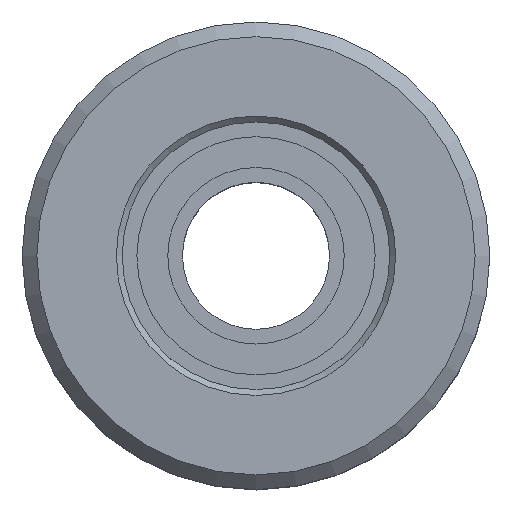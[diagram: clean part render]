
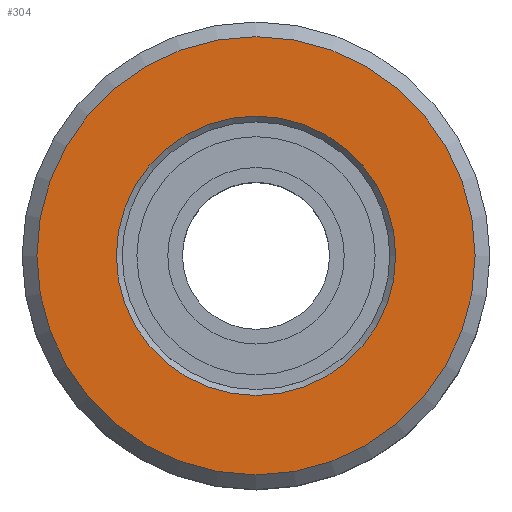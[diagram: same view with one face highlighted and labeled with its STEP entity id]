
A CAD part, top view. The second image highlights one B-rep face of the part: STEP entity #304.
In plain terms, the highlighted planar face has unit normal (0, 0, 1).
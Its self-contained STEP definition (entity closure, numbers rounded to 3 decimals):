
#18=FACE_BOUND('',#78,.T.);
#28=PLANE('',#349);
#52=FACE_OUTER_BOUND('',#77,.T.);
#77=EDGE_LOOP('',(#237));
#78=EDGE_LOOP('',(#238));
#137=CIRCLE('',#345,7.45);
#140=CIRCLE('',#350,4.75);
#161=VERTEX_POINT('',#512);
#164=VERTEX_POINT('',#522);
#187=EDGE_CURVE('',#161,#161,#137,.T.);
#192=EDGE_CURVE('',#164,#164,#140,.T.);
#237=ORIENTED_EDGE('',*,*,#187,.F.);
#238=ORIENTED_EDGE('',*,*,#192,.T.);
#304=ADVANCED_FACE('',(#52,#18),#28,.T.);
#345=AXIS2_PLACEMENT_3D('',#513,#405,#406);
#349=AXIS2_PLACEMENT_3D('',#521,#415,#416);
#350=AXIS2_PLACEMENT_3D('',#523,#417,#418);
#405=DIRECTION('center_axis',(0.,0.,-1.));
#406=DIRECTION('ref_axis',(1.,0.,0.));
#415=DIRECTION('center_axis',(0.,0.,1.));
#416=DIRECTION('ref_axis',(1.,0.,0.));
#417=DIRECTION('center_axis',(0.,0.,-1.));
#418=DIRECTION('ref_axis',(1.,0.,0.));
#512=CARTESIAN_POINT('',(-7.45,0.,7.5));
#513=CARTESIAN_POINT('Origin',(0.,0.,7.5));
#521=CARTESIAN_POINT('Origin',(0.,0.,7.5));
#522=CARTESIAN_POINT('',(-4.75,0.,7.5));
#523=CARTESIAN_POINT('Origin',(0.,0.,7.5));
